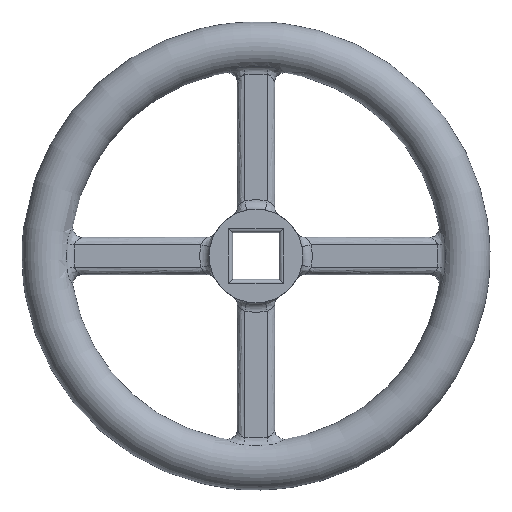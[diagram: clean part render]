
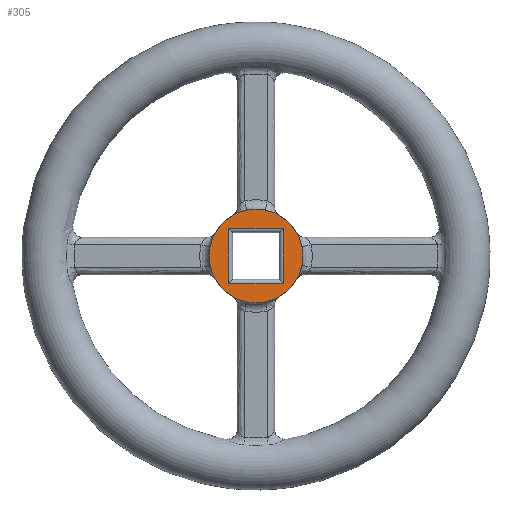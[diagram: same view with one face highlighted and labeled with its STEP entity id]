
A CAD part, front view. The second image highlights one B-rep face of the part: STEP entity #305.
In plain terms, the highlighted planar face has unit normal (0, -1, 0).
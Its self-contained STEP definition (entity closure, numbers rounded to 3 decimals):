
#124 = CARTESIAN_POINT ( 'NONE',  ( 0., -15., 0. ) ) ;
#130 = AXIS2_PLACEMENT_3D ( 'NONE', #1532, #502, #5866 ) ;
#144 = ORIENTED_EDGE ( 'NONE', *, *, #6123, .F. ) ;
#161 = CARTESIAN_POINT ( 'NONE',  ( 12.5, -15., 14.5 ) ) ;
#268 = LINE ( 'NONE', #2456, #5681 ) ;
#305 = ADVANCED_FACE ( 'NONE', ( #3507, #6670 ), #2972, .F. ) ;
#308 = CARTESIAN_POINT ( 'NONE',  ( -12.5, -15., -14.5 ) ) ;
#337 = DIRECTION ( 'NONE',  ( 0., 0., 1. ) ) ;
#502 = DIRECTION ( 'NONE',  ( 0., 1., 0. ) ) ;
#784 = DIRECTION ( 'NONE',  ( 0., 1., 0. ) ) ;
#840 = VECTOR ( 'NONE', #6118, 1000. ) ;
#1199 = ORIENTED_EDGE ( 'NONE', *, *, #3773, .T. ) ;
#1398 = EDGE_LOOP ( 'NONE', ( #4428, #4839, #1199, #5905 ) ) ;
#1532 = CARTESIAN_POINT ( 'NONE',  ( 0., -15., 0. ) ) ;
#1580 = EDGE_LOOP ( 'NONE', ( #144 ) ) ;
#1611 = CARTESIAN_POINT ( 'NONE',  ( 14.5, -15., -12.5 ) ) ;
#1654 = CIRCLE ( 'NONE', #2209, 25. ) ;
#1906 = VERTEX_POINT ( 'NONE', #2927 ) ;
#2209 = AXIS2_PLACEMENT_3D ( 'NONE', #124, #784, #4499 ) ;
#2456 = CARTESIAN_POINT ( 'NONE',  ( -14.5, -15., 12.5 ) ) ;
#2927 = CARTESIAN_POINT ( 'NONE',  ( 0., -15., 25. ) ) ;
#2931 = EDGE_CURVE ( 'NONE', #6564, #6084, #268, .T. ) ;
#2972 = PLANE ( 'NONE',  #130 ) ;
#3477 = CARTESIAN_POINT ( 'NONE',  ( 14.5, -15., -14.5 ) ) ;
#3507 = FACE_BOUND ( 'NONE', #1398, .T. ) ;
#3773 = EDGE_CURVE ( 'NONE', #6084, #4656, #5345, .T. ) ;
#3806 = CARTESIAN_POINT ( 'NONE',  ( 14.5, -15., 14.5 ) ) ;
#4428 = ORIENTED_EDGE ( 'NONE', *, *, #6317, .T. ) ;
#4499 = DIRECTION ( 'NONE',  ( 0., 0., 1. ) ) ;
#4566 = EDGE_CURVE ( 'NONE', #4656, #4942, #6951, .T. ) ;
#4656 = VERTEX_POINT ( 'NONE', #3806 ) ;
#4839 = ORIENTED_EDGE ( 'NONE', *, *, #2931, .T. ) ;
#4942 = VERTEX_POINT ( 'NONE', #3477 ) ;
#5084 = LINE ( 'NONE', #308, #5813 ) ;
#5345 = LINE ( 'NONE', #161, #840 ) ;
#5648 = CARTESIAN_POINT ( 'NONE',  ( -14.5, -15., -14.5 ) ) ;
#5675 = DIRECTION ( 'NONE',  ( -1., 0., 0. ) ) ;
#5681 = VECTOR ( 'NONE', #337, 1000. ) ;
#5732 = DIRECTION ( 'NONE',  ( 0., 0., -1. ) ) ;
#5813 = VECTOR ( 'NONE', #5675, 1000. ) ;
#5866 = DIRECTION ( 'NONE',  ( 0., 0., 1. ) ) ;
#5905 = ORIENTED_EDGE ( 'NONE', *, *, #4566, .T. ) ;
#6084 = VERTEX_POINT ( 'NONE', #6601 ) ;
#6118 = DIRECTION ( 'NONE',  ( 1., 0., 0. ) ) ;
#6123 = EDGE_CURVE ( 'NONE', #1906, #1906, #1654, .T. ) ;
#6317 = EDGE_CURVE ( 'NONE', #4942, #6564, #5084, .T. ) ;
#6500 = VECTOR ( 'NONE', #5732, 1000. ) ;
#6564 = VERTEX_POINT ( 'NONE', #5648 ) ;
#6601 = CARTESIAN_POINT ( 'NONE',  ( -14.5, -15., 14.5 ) ) ;
#6670 = FACE_OUTER_BOUND ( 'NONE', #1580, .T. ) ;
#6951 = LINE ( 'NONE', #1611, #6500 ) ;
